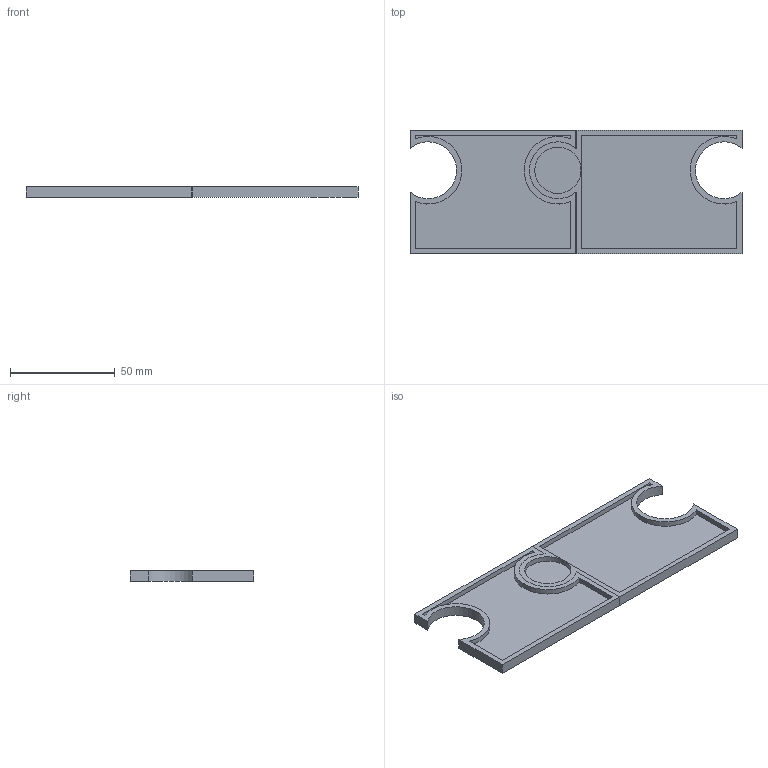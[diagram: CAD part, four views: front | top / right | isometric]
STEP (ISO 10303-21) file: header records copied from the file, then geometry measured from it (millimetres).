
FILE_DESCRIPTION( ( '' ), ' ' );
FILE_NAME( '5d1a65c7847f4e1753bef6e9.step', '2019-07-01T19:58:01', ( '' ), ( '' ), ' ', ' ', ' ' );
FILE_SCHEMA( ( 'AUTOMOTIVE_DESIGN { 1 0 10303 214 1 1 1 1 }' ) );
Length unit declared in the file: metre
Products named in the file (2): Part 1; Part 2
Bounding box: 158.11 x 58.97 x 5.08 mm (x, y, z)
Volume: 25566 mm3; surface area: 21978.5 mm2
Topology: 2 solids, 2 shells, 38 faces, 93 edges, 62 vertices
Faces by surface type: plane 30, cylinder 8
Full cylindrical faces by diameter (mm): 22.028 x1
Entity records: 1438 total; most frequent: CARTESIAN_POINT 194, DIRECTION 188, ORIENTED_EDGE 184, EDGE_CURVE 92, LINE 76, VECTOR 76, VERTEX_POINT 62, AXIS2_PLACEMENT_3D 56
